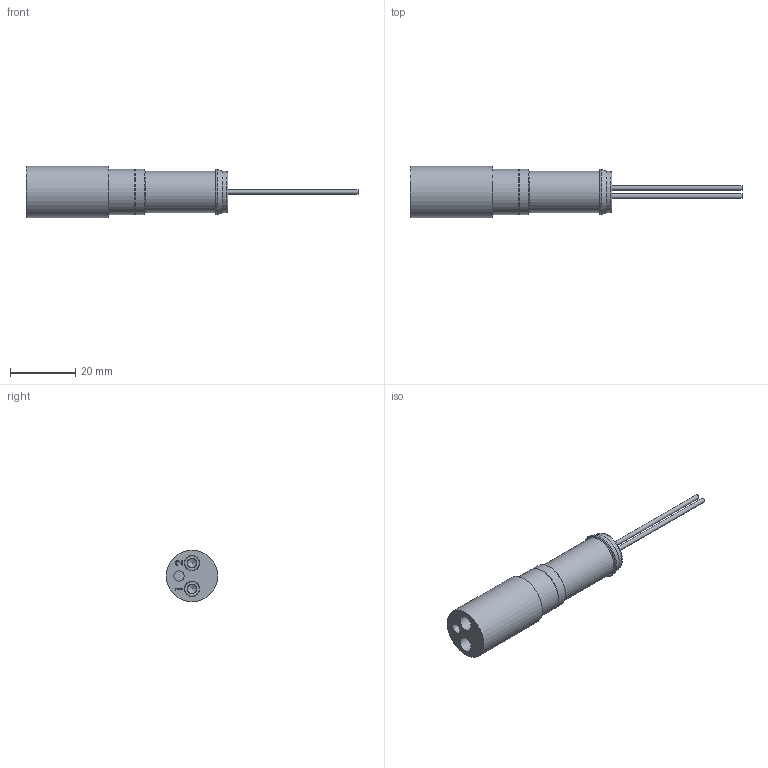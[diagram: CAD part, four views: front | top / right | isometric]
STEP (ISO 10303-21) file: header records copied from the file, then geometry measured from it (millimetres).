
FILE_DESCRIPTION(/* description */ (''),/* implementation_level */ '2;1');
FILE_NAME(/* name */ 'MCPBOF2F.stp',/* time_stamp */ '2022-03-04T09:00:44+01:00',/* author */ ('sh'),/* organization */ (''),/* preprocessor_version */ 'ST-DEVELOPER v17.2',/* originating_system */ 'Autodesk Inventor 2019',/* authorisation */ '');
FILE_SCHEMA (('AUTOMOTIVE_DESIGN { 1 0 10303 214 3 1 1 }'));
Length unit declared in the file: millimetre
Products named in the file (1): 01008700
Bounding box: 101.91 x 15.88 x 15.88 mm (x, y, z)
Volume: 9594.6 mm3; surface area: 4959.1 mm2
Topology: 1 solids, 3 shells, 134 faces, 367 edges, 256 vertices
Faces by surface type: plane 67, cylinder 24, torus 22, cone 15, bspline 6
Full cylindrical faces by diameter (mm): 1.321 x2, 2.819 x2, 2.896 x2, 3.175 x1, 3.912 x2, 3.962 x2, 4.013 x2, 4.572 x2, 4.75 x2, 4.801 x2, 12.7 x2, 13.97 x2, 15.875 x1
Entity records: 4938 total; most frequent: CARTESIAN_POINT 1160, DIRECTION 791, ORIENTED_EDGE 726, EDGE_CURVE 363, AXIS2_PLACEMENT_3D 327, VERTEX_POINT 256, CIRCLE 182, EDGE_LOOP 155
